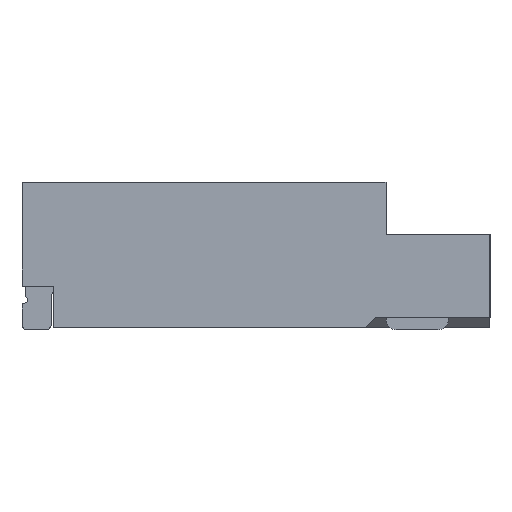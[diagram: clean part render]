
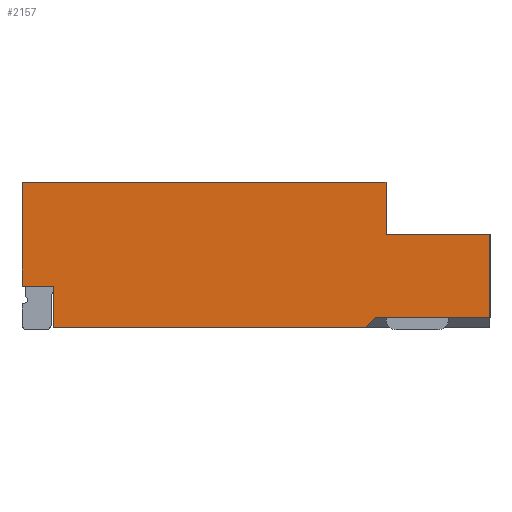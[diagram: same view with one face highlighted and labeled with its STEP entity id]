
A CAD part, left-side view. The second image highlights one B-rep face of the part: STEP entity #2157.
In plain terms, the highlighted planar face has unit normal (-1, 0, 0).
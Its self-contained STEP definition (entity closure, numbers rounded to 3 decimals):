
#525 = VECTOR ( 'NONE', #9547, 1000. ) ;
#596 = CARTESIAN_POINT ( 'NONE',  ( -3.35, -2.25, 0.9 ) ) ;
#689 = DIRECTION ( 'NONE',  ( 0., -1., 0. ) ) ;
#803 = DIRECTION ( 'NONE',  ( 0., -0.707, 0.707 ) ) ;
#852 = AXIS2_PLACEMENT_3D ( 'NONE', #15604, #8516, #15731 ) ;
#1275 = VERTEX_POINT ( 'NONE', #13566 ) ;
#1340 = LINE ( 'NONE', #13401, #10185 ) ;
#1428 = EDGE_CURVE ( 'NONE', #21451, #16554, #1340, .T. ) ;
#1625 = ORIENTED_EDGE ( 'NONE', *, *, #13695, .T. ) ;
#2157 = ADVANCED_FACE ( 'NONE', ( #10311 ), #8732, .F. ) ;
#2243 = CARTESIAN_POINT ( 'NONE',  ( -3.35, -1.25, 0.9 ) ) ;
#2295 = CARTESIAN_POINT ( 'NONE',  ( -3.35, -1.15, 0.1 ) ) ;
#2569 = DIRECTION ( 'NONE',  ( 0., -1., 0. ) ) ;
#2686 = DIRECTION ( 'NONE',  ( 0., 1., 0. ) ) ;
#2872 = LINE ( 'NONE', #21671, #525 ) ;
#3300 = DIRECTION ( 'NONE',  ( 0., 0., -1. ) ) ;
#3666 = EDGE_CURVE ( 'NONE', #1275, #20832, #20709, .T. ) ;
#3766 = ORIENTED_EDGE ( 'NONE', *, *, #18975, .F. ) ;
#3859 = ORIENTED_EDGE ( 'NONE', *, *, #3666, .T. ) ;
#3916 = ORIENTED_EDGE ( 'NONE', *, *, #4623, .T. ) ;
#4623 = EDGE_CURVE ( 'NONE', #20832, #21355, #9267, .T. ) ;
#4701 = CARTESIAN_POINT ( 'NONE',  ( -3.35, -1.25, 1.4 ) ) ;
#5222 = EDGE_LOOP ( 'NONE', ( #1625, #3859, #3916, #14192, #21177, #22239, #3766, #13999, #14354, #20372 ) ) ;
#5777 = DIRECTION ( 'NONE',  ( 0., -1., 0. ) ) ;
#5839 = CARTESIAN_POINT ( 'NONE',  ( -3.35, -2.25, 0.1 ) ) ;
#6160 = VECTOR ( 'NONE', #2569, 1000. ) ;
#7141 = VECTOR ( 'NONE', #17232, 1000. ) ;
#7776 = EDGE_CURVE ( 'NONE', #20224, #18878, #2872, .T. ) ;
#8433 = CARTESIAN_POINT ( 'NONE',  ( -3.35, -2.25, 0.9 ) ) ;
#8516 = DIRECTION ( 'NONE',  ( 1., 0., 0. ) ) ;
#8732 = PLANE ( 'NONE',  #852 ) ;
#9054 = EDGE_CURVE ( 'NONE', #21355, #10474, #15930, .T. ) ;
#9267 = LINE ( 'NONE', #14568, #11571 ) ;
#9547 = DIRECTION ( 'NONE',  ( 0., 0., 1. ) ) ;
#9608 = CARTESIAN_POINT ( 'NONE',  ( -3.35, 1.95, 0. ) ) ;
#9803 = VECTOR ( 'NONE', #5777, 1000. ) ;
#9905 = VECTOR ( 'NONE', #803, 1000. ) ;
#10172 = CARTESIAN_POINT ( 'NONE',  ( -3.35, 1.95, 0. ) ) ;
#10185 = VECTOR ( 'NONE', #13210, 1000. ) ;
#10232 = CARTESIAN_POINT ( 'NONE',  ( -3.35, -1.05, 0. ) ) ;
#10311 = FACE_OUTER_BOUND ( 'NONE', #5222, .T. ) ;
#10343 = LINE ( 'NONE', #13603, #7141 ) ;
#10474 = VERTEX_POINT ( 'NONE', #2295 ) ;
#11084 = LINE ( 'NONE', #596, #9803 ) ;
#11141 = LINE ( 'NONE', #5839, #14966 ) ;
#11158 = VECTOR ( 'NONE', #689, 1000. ) ;
#11369 = CARTESIAN_POINT ( 'NONE',  ( -3.35, -2.25, 0.1 ) ) ;
#11571 = VECTOR ( 'NONE', #21520, 1000. ) ;
#12313 = VERTEX_POINT ( 'NONE', #19140 ) ;
#13119 = CARTESIAN_POINT ( 'NONE',  ( -3.35, 2.25, 0.4 ) ) ;
#13210 = DIRECTION ( 'NONE',  ( 0., 0., -1. ) ) ;
#13401 = CARTESIAN_POINT ( 'NONE',  ( -3.35, -2.25, 1.4 ) ) ;
#13566 = CARTESIAN_POINT ( 'NONE',  ( -3.35, 1.95, 0.4 ) ) ;
#13603 = CARTESIAN_POINT ( 'NONE',  ( -3.35, 2.25, 1.4 ) ) ;
#13695 = EDGE_CURVE ( 'NONE', #15947, #1275, #14231, .T. ) ;
#13999 = ORIENTED_EDGE ( 'NONE', *, *, #7776, .T. ) ;
#14192 = ORIENTED_EDGE ( 'NONE', *, *, #9054, .T. ) ;
#14231 = LINE ( 'NONE', #19246, #11158 ) ;
#14354 = ORIENTED_EDGE ( 'NONE', *, *, #20467, .F. ) ;
#14527 = CARTESIAN_POINT ( 'NONE',  ( -3.35, 2.25, 1.4 ) ) ;
#14568 = CARTESIAN_POINT ( 'NONE',  ( -3.35, 2.25, 0. ) ) ;
#14966 = VECTOR ( 'NONE', #2686, 1000. ) ;
#15604 = CARTESIAN_POINT ( 'NONE',  ( -3.35, 2.25, 1.4 ) ) ;
#15731 = DIRECTION ( 'NONE',  ( 0., 1., 0. ) ) ;
#15930 = LINE ( 'NONE', #21277, #9905 ) ;
#15947 = VERTEX_POINT ( 'NONE', #13119 ) ;
#16115 = LINE ( 'NONE', #14527, #6160 ) ;
#16554 = VERTEX_POINT ( 'NONE', #11369 ) ;
#17232 = DIRECTION ( 'NONE',  ( 0., 0., -1. ) ) ;
#17390 = EDGE_CURVE ( 'NONE', #16554, #10474, #11141, .T. ) ;
#18878 = VERTEX_POINT ( 'NONE', #4701 ) ;
#18975 = EDGE_CURVE ( 'NONE', #20224, #21451, #11084, .T. ) ;
#19140 = CARTESIAN_POINT ( 'NONE',  ( -3.35, 2.25, 1.4 ) ) ;
#19246 = CARTESIAN_POINT ( 'NONE',  ( -3.35, 2.25, 0.4 ) ) ;
#20224 = VERTEX_POINT ( 'NONE', #2243 ) ;
#20372 = ORIENTED_EDGE ( 'NONE', *, *, #22006, .T. ) ;
#20467 = EDGE_CURVE ( 'NONE', #12313, #18878, #16115, .T. ) ;
#20709 = LINE ( 'NONE', #10172, #21492 ) ;
#20832 = VERTEX_POINT ( 'NONE', #9608 ) ;
#21177 = ORIENTED_EDGE ( 'NONE', *, *, #17390, .F. ) ;
#21277 = CARTESIAN_POINT ( 'NONE',  ( -3.35, -0.1, -0.95 ) ) ;
#21355 = VERTEX_POINT ( 'NONE', #10232 ) ;
#21451 = VERTEX_POINT ( 'NONE', #8433 ) ;
#21492 = VECTOR ( 'NONE', #3300, 1000. ) ;
#21520 = DIRECTION ( 'NONE',  ( 0., -1., 0. ) ) ;
#21671 = CARTESIAN_POINT ( 'NONE',  ( -3.35, -1.25, 0.9 ) ) ;
#22006 = EDGE_CURVE ( 'NONE', #12313, #15947, #10343, .T. ) ;
#22239 = ORIENTED_EDGE ( 'NONE', *, *, #1428, .F. ) ;
